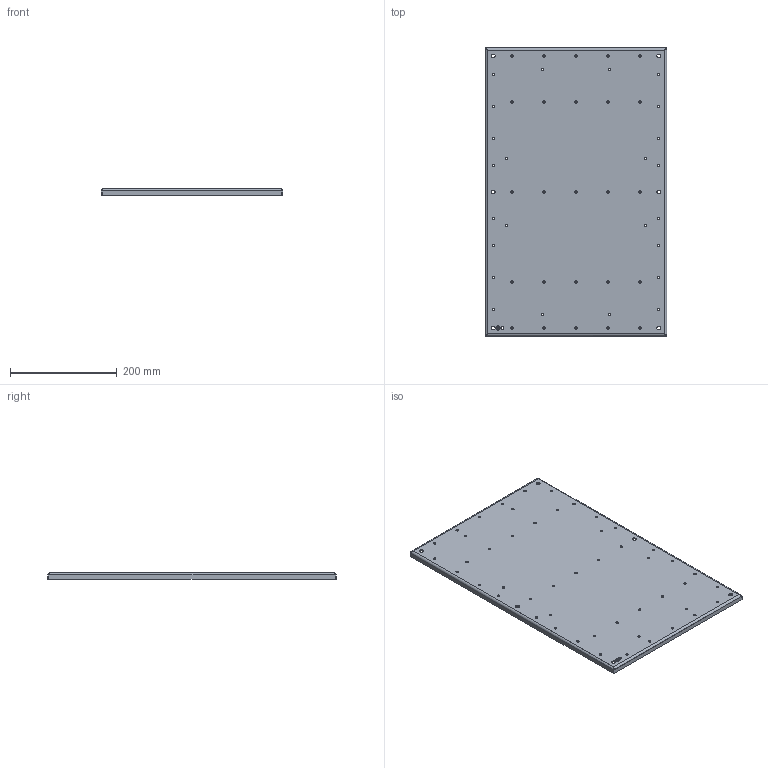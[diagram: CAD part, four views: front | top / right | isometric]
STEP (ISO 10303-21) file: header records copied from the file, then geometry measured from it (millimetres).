
FILE_DESCRIPTION(('CATIA V5 STEP Exchange','CAx-IF Rec.Pracs.--- Model Styling and Organization---1.4--- 2014-01-23'),'2;1');
FILE_NAME ('1337199-7_0_8000074324_8000074324_MOPL_KEBX_600x400_H_S3D.stp','2021-04-13T11:31:00+00:00',('none'),('Weidmueller'),'CATIA Version 5-6 Release 2016 SP3 HF44','CATIA V5 STEP AP214','none');
FILE_SCHEMA(('AUTOMOTIVE_DESIGN { 1 0 10303 214 1 1 1 1 }'));
Length unit declared in the file: millimetre
Products named in the file (1): 8000074324_MOPL_KEBX_600x400_H_S3D
Bounding box: 340 x 540 x 12 mm (x, y, z)
Volume: 297732.9 mm3; surface area: 401057.3 mm2
Topology: 1 solids, 1 shells, 175 faces, 481 edges, 313 vertices
Faces by surface type: cylinder 124, plane 43, bspline 8
Entity records: 5986 total; most frequent: CARTESIAN_POINT 1404, ORIENTED_EDGE 962, DIRECTION 775, EDGE_CURVE 481, AXIS2_PLACEMENT_3D 397, VERTEX_POINT 313, EDGE_LOOP 292, CIRCLE 229
